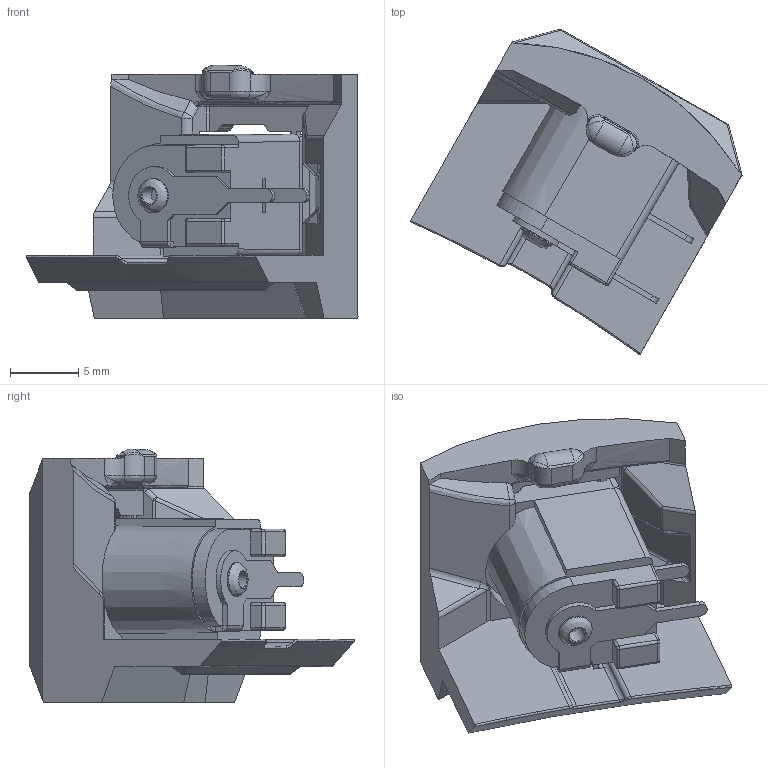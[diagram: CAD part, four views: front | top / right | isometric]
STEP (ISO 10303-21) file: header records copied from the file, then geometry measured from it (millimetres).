
FILE_DESCRIPTION(/* description */ (''),/* implementation_level */ '2;1');
FILE_NAME(/* name */ 'DC_Port.step',/* time_stamp */ '2022-10-04T14:38:46+02:00',/* author */ (''),/* organization */ (''),/* preprocessor_version */ 'ST-DEVELOPER v19',/* originating_system */ 'Autodesk Translation Framework v11.7.0.108',/* authorisation */ '');
FILE_SCHEMA (('AUTOMOTIVE_DESIGN { 1 0 10303 214 3 1 1 }'));
Length unit declared in the file: millimetre
Products named in the file (2): DC_Port; Barrel_Connector
Assembly tree (1 placements, depth 2):
  DC_Port
    Barrel_Connector
Bounding box: 24.27 x 23.79 x 18.53 mm (x, y, z)
Volume: 2198.2 mm3; surface area: 3005.7 mm2
Topology: 2 solids, 2 shells, 416 faces, 1033 edges, 597 vertices
Faces by surface type: plane 174, cylinder 135, bspline 51, sphere 25, torus 17, cone 14
Full cylindrical faces by diameter (mm): 1.22 x1, 2 x3, 2.5 x2, 6.45 x1
Entity records: 13271 total; most frequent: CARTESIAN_POINT 3520, DIRECTION 2056, ORIENTED_EDGE 2020, EDGE_CURVE 1010, AXIS2_PLACEMENT_3D 750, VERTEX_POINT 597, LINE 556, VECTOR 556
